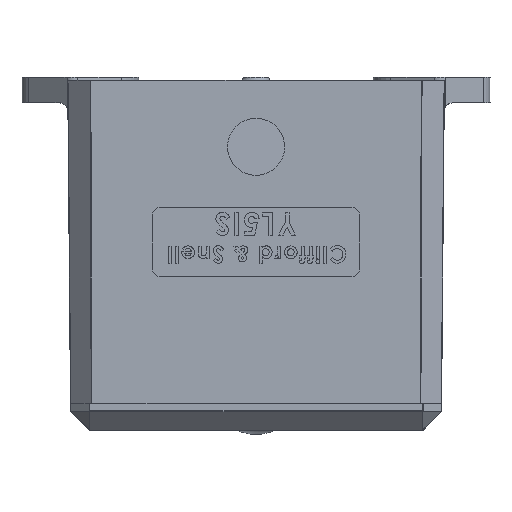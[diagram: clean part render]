
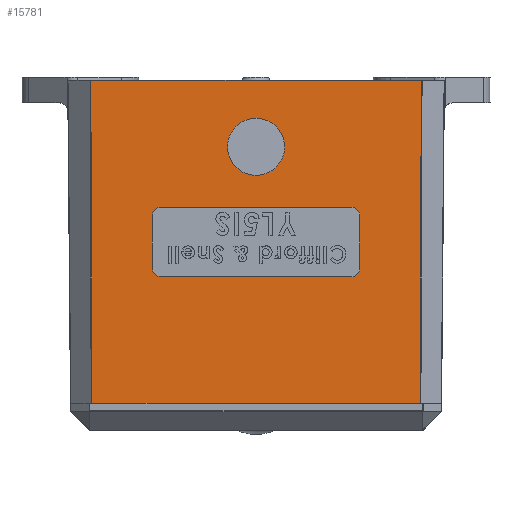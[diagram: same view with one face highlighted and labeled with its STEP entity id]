
A CAD part, front view. The second image highlights one B-rep face of the part: STEP entity #15781.
In plain terms, the highlighted planar face has unit normal (0, -1, -0.009).
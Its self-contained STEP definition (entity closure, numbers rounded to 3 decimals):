
#569 = EDGE_LOOP ( 'NONE', ( #35689, #37441, #6172, #7442 ) ) ;
#2130 = PLANE ( 'NONE',  #8158 ) ;
#2442 = VECTOR ( 'NONE', #18866, 1000. ) ;
#2931 = EDGE_LOOP ( 'NONE', ( #7899, #4150 ) ) ;
#3244 = CARTESIAN_POINT ( 'NONE',  ( 59.4, -67., 0. ) ) ;
#4008 = EDGE_CURVE ( 'NONE', #25364, #7708, #25350, .T. ) ;
#4150 = ORIENTED_EDGE ( 'NONE', *, *, #4008, .F. ) ;
#5396 = EDGE_CURVE ( 'NONE', #36712, #29646, #7027, .T. ) ;
#6017 = EDGE_CURVE ( 'NONE', #20532, #14961, #14628, .T. ) ;
#6172 = ORIENTED_EDGE ( 'NONE', *, *, #6017, .T. ) ;
#6626 = DIRECTION ( 'NONE',  ( 1., 0., 0. ) ) ;
#7027 = LINE ( 'NONE', #13206, #37428 ) ;
#7442 = ORIENTED_EDGE ( 'NONE', *, *, #33576, .T. ) ;
#7591 = CARTESIAN_POINT ( 'NONE',  ( -10.3, -67.808, 92.6 ) ) ;
#7708 = VERTEX_POINT ( 'NONE', #36682 ) ;
#7899 = ORIENTED_EDGE ( 'NONE', *, *, #12793, .F. ) ;
#8158 = AXIS2_PLACEMENT_3D ( 'NONE', #38335, #19817, #11263 ) ;
#8187 = DIRECTION ( 'NONE',  ( 1., 0., 0. ) ) ;
#8469 = CARTESIAN_POINT ( 'NONE',  ( -59.234, -67., 0. ) ) ;
#10523 = LINE ( 'NONE', #25173, #2442 ) ;
#11263 = DIRECTION ( 'NONE',  ( 0., 0.009, -1. ) ) ;
#11425 = CARTESIAN_POINT ( 'NONE',  ( -59.656, -68.017, 116.57 ) ) ;
#11488 = VECTOR ( 'NONE', #6626, 1000. ) ;
#12526 = CARTESIAN_POINT ( 'NONE',  ( 59.234, -67., 0.001 ) ) ;
#12793 = EDGE_CURVE ( 'NONE', #7708, #25364, #22832, .T. ) ;
#13206 = CARTESIAN_POINT ( 'NONE',  ( 126.4, -68.017, 116.57 ) ) ;
#13824 = CARTESIAN_POINT ( 'NONE',  ( -10.3, -67.808, 92.6 ) ) ;
#14371 = VECTOR ( 'NONE', #36441, 1000. ) ;
#14560 = CARTESIAN_POINT ( 'NONE',  ( 10.3, -67.628, 72. ) ) ;
#14628 = LINE ( 'NONE', #3244, #11488 ) ;
#14961 = VERTEX_POINT ( 'NONE', #29026 ) ;
#15781 = ADVANCED_FACE ( 'NONE', ( #23163, #19996 ), #2130, .T. ) ;
#18866 = DIRECTION ( 'NONE',  ( 0.004, 0.009, -1. ) ) ;
#19787 = CARTESIAN_POINT ( 'NONE',  ( -10.3, -67.988, 113.2 ) ) ;
#19817 = DIRECTION ( 'NONE',  ( 0., -1., -0.009 ) ) ;
#19996 = FACE_OUTER_BOUND ( 'NONE', #569, .T. ) ;
#20087 = CARTESIAN_POINT ( 'NONE',  ( -10.3, -67.628, 72. ) ) ;
#20532 = VERTEX_POINT ( 'NONE', #8469 ) ;
#22167 = CARTESIAN_POINT ( 'NONE',  ( -10.3, -67.808, 92.6 ) ) ;
#22832 =( BOUNDED_CURVE ( )  B_SPLINE_CURVE ( 3, ( #24940, #36968, #19787, #22167 ),
 .UNSPECIFIED., .F., .T. ) 
 B_SPLINE_CURVE_WITH_KNOTS ( ( 4, 4 ),
 ( 4.712, 7.854 ),
 .UNSPECIFIED. ) 
 CURVE ( )  GEOMETRIC_REPRESENTATION_ITEM ( )  RATIONAL_B_SPLINE_CURVE ( ( 1., 0.333, 0.333, 1. ) ) 
 REPRESENTATION_ITEM ( '' )  );
#22885 = CARTESIAN_POINT ( 'NONE',  ( 10.3, -67.808, 92.6 ) ) ;
#23163 = FACE_BOUND ( 'NONE', #2931, .T. ) ;
#24940 = CARTESIAN_POINT ( 'NONE',  ( 10.3, -67.808, 92.6 ) ) ;
#25173 = CARTESIAN_POINT ( 'NONE',  ( -59.233, -66.996, -0.429 ) ) ;
#25350 =( BOUNDED_CURVE ( )  B_SPLINE_CURVE ( 3, ( #7591, #20087, #14560, #22885 ),
 .UNSPECIFIED., .F., .F. ) 
 B_SPLINE_CURVE_WITH_KNOTS ( ( 4, 4 ),
 ( 1.571, 4.712 ),
 .UNSPECIFIED. ) 
 CURVE ( )  GEOMETRIC_REPRESENTATION_ITEM ( )  RATIONAL_B_SPLINE_CURVE ( ( 1., 0.333, 0.333, 1. ) ) 
 REPRESENTATION_ITEM ( '' )  );
#25364 = VERTEX_POINT ( 'NONE', #13824 ) ;
#28330 = CARTESIAN_POINT ( 'NONE',  ( 59.656, -68.017, 116.57 ) ) ;
#29026 = CARTESIAN_POINT ( 'NONE',  ( 59.234, -67., 0. ) ) ;
#29646 = VERTEX_POINT ( 'NONE', #28330 ) ;
#30306 = LINE ( 'NONE', #12526, #14371 ) ;
#33576 = EDGE_CURVE ( 'NONE', #14961, #29646, #30306, .T. ) ;
#35689 = ORIENTED_EDGE ( 'NONE', *, *, #5396, .F. ) ;
#36441 = DIRECTION ( 'NONE',  ( 0.004, -0.009, 1. ) ) ;
#36468 = EDGE_CURVE ( 'NONE', #36712, #20532, #10523, .T. ) ;
#36682 = CARTESIAN_POINT ( 'NONE',  ( 10.3, -67.808, 92.6 ) ) ;
#36712 = VERTEX_POINT ( 'NONE', #11425 ) ;
#36968 = CARTESIAN_POINT ( 'NONE',  ( 10.3, -67.988, 113.2 ) ) ;
#37428 = VECTOR ( 'NONE', #8187, 1000. ) ;
#37441 = ORIENTED_EDGE ( 'NONE', *, *, #36468, .T. ) ;
#38335 = CARTESIAN_POINT ( 'NONE',  ( 59.4, -67., 0. ) ) ;
